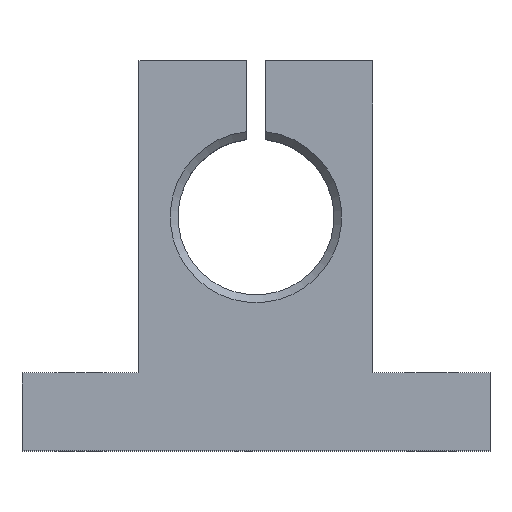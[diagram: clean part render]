
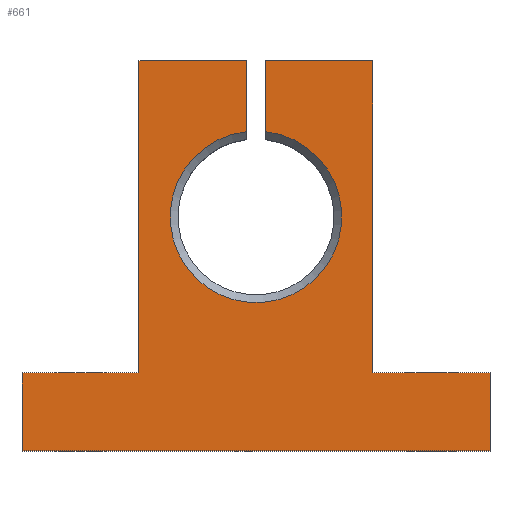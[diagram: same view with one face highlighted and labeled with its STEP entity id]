
A CAD part, top view. The second image highlights one B-rep face of the part: STEP entity #661.
In plain terms, the highlighted planar face has unit normal (0, 0, 1).
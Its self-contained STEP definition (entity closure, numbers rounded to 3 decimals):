
#35 = DIRECTION ( 'NONE',  ( 0., 1., 0. ) ) ;
#37 = ORIENTED_EDGE ( 'NONE', *, *, #743, .T. ) ;
#51 = VERTEX_POINT ( 'NONE', #246 ) ;
#68 = CARTESIAN_POINT ( 'NONE',  ( -30., 0., 10. ) ) ;
#72 = EDGE_CURVE ( 'NONE', #582, #378, #884, .T. ) ;
#74 = VERTEX_POINT ( 'NONE', #411 ) ;
#82 = LINE ( 'NONE', #425, #457 ) ;
#83 = ORIENTED_EDGE ( 'NONE', *, *, #241, .T. ) ;
#88 = EDGE_CURVE ( 'NONE', #51, #618, #82, .T. ) ;
#97 = VECTOR ( 'NONE', #561, 1000. ) ;
#104 = AXIS2_PLACEMENT_3D ( 'NONE', #170, #486, #554 ) ;
#110 = EDGE_CURVE ( 'NONE', #74, #258, #708, .T. ) ;
#139 = ORIENTED_EDGE ( 'NONE', *, *, #72, .T. ) ;
#144 = VECTOR ( 'NONE', #377, 1000. ) ;
#149 = EDGE_CURVE ( 'NONE', #299, #314, #600, .T. ) ;
#160 = DIRECTION ( 'NONE',  ( -1., 0., 0. ) ) ;
#162 = CARTESIAN_POINT ( 'NONE',  ( -15., 50., 10. ) ) ;
#170 = CARTESIAN_POINT ( 'NONE',  ( 0., 30., 10. ) ) ;
#199 = CARTESIAN_POINT ( 'NONE',  ( 30., 10., 10. ) ) ;
#207 = CARTESIAN_POINT ( 'NONE',  ( 30., 0., 10. ) ) ;
#210 = CARTESIAN_POINT ( 'NONE',  ( -15., 50., 10. ) ) ;
#211 = CARTESIAN_POINT ( 'NONE',  ( 30., 0., 10. ) ) ;
#218 = CARTESIAN_POINT ( 'NONE',  ( -1.25, 50., 10. ) ) ;
#220 = CARTESIAN_POINT ( 'NONE',  ( 1.25, 50., 10. ) ) ;
#236 = VERTEX_POINT ( 'NONE', #276 ) ;
#238 = VECTOR ( 'NONE', #779, 1000. ) ;
#241 = EDGE_CURVE ( 'NONE', #236, #74, #891, .T. ) ;
#246 = CARTESIAN_POINT ( 'NONE',  ( -1.25, 40.929, 10. ) ) ;
#250 = DIRECTION ( 'NONE',  ( 0., 1., 0. ) ) ;
#258 = VERTEX_POINT ( 'NONE', #541 ) ;
#274 = FACE_OUTER_BOUND ( 'NONE', #997, .T. ) ;
#276 = CARTESIAN_POINT ( 'NONE',  ( 30., 10., 10. ) ) ;
#291 = EDGE_CURVE ( 'NONE', #757, #51, #765, .T. ) ;
#299 = VERTEX_POINT ( 'NONE', #928 ) ;
#311 = CARTESIAN_POINT ( 'NONE',  ( -15., 10., 10. ) ) ;
#314 = VERTEX_POINT ( 'NONE', #475 ) ;
#318 = CARTESIAN_POINT ( 'NONE',  ( 15., 10., 10. ) ) ;
#323 = EDGE_CURVE ( 'NONE', #937, #757, #776, .T. ) ;
#377 = DIRECTION ( 'NONE',  ( 0., -1., 0. ) ) ;
#378 = VERTEX_POINT ( 'NONE', #311 ) ;
#382 = VECTOR ( 'NONE', #470, 1000. ) ;
#404 = VECTOR ( 'NONE', #680, 1000. ) ;
#409 = CARTESIAN_POINT ( 'NONE',  ( 1.25, 0., 10. ) ) ;
#411 = CARTESIAN_POINT ( 'NONE',  ( 15., 10., 10. ) ) ;
#425 = CARTESIAN_POINT ( 'NONE',  ( -1.25, 0., 10. ) ) ;
#437 = DIRECTION ( 'NONE',  ( -1., 0., 0. ) ) ;
#457 = VECTOR ( 'NONE', #250, 1000. ) ;
#462 = DIRECTION ( 'NONE',  ( 1., 0., 0. ) ) ;
#470 = DIRECTION ( 'NONE',  ( 0., -1., 0. ) ) ;
#475 = CARTESIAN_POINT ( 'NONE',  ( -30., 0., 10. ) ) ;
#479 = ORIENTED_EDGE ( 'NONE', *, *, #935, .T. ) ;
#480 = CARTESIAN_POINT ( 'NONE',  ( -15., 10., 10. ) ) ;
#486 = DIRECTION ( 'NONE',  ( 0., 0., -1. ) ) ;
#499 = ORIENTED_EDGE ( 'NONE', *, *, #972, .T. ) ;
#541 = CARTESIAN_POINT ( 'NONE',  ( 15., 50., 10. ) ) ;
#554 = DIRECTION ( 'NONE',  ( -1., 0., 0. ) ) ;
#561 = DIRECTION ( 'NONE',  ( 0., -1., 0. ) ) ;
#565 = VECTOR ( 'NONE', #437, 1000. ) ;
#582 = VERTEX_POINT ( 'NONE', #210 ) ;
#584 = DIRECTION ( 'NONE',  ( 0., 0., 1. ) ) ;
#600 = LINE ( 'NONE', #817, #144 ) ;
#618 = VERTEX_POINT ( 'NONE', #218 ) ;
#661 = ADVANCED_FACE ( 'NONE', ( #274 ), #749, .T. ) ;
#664 = DIRECTION ( 'NONE',  ( 1., 0., 0. ) ) ;
#673 = ORIENTED_EDGE ( 'NONE', *, *, #323, .T. ) ;
#677 = ORIENTED_EDGE ( 'NONE', *, *, #291, .T. ) ;
#680 = DIRECTION ( 'NONE',  ( 0., 1., 0. ) ) ;
#704 = LINE ( 'NONE', #68, #849 ) ;
#708 = LINE ( 'NONE', #318, #801 ) ;
#727 = EDGE_CURVE ( 'NONE', #378, #299, #760, .T. ) ;
#743 = EDGE_CURVE ( 'NONE', #258, #937, #923, .T. ) ;
#749 = PLANE ( 'NONE',  #986 ) ;
#757 = VERTEX_POINT ( 'NONE', #999 ) ;
#760 = LINE ( 'NONE', #480, #895 ) ;
#765 = CIRCLE ( 'NONE', #104, 11. ) ;
#774 = ORIENTED_EDGE ( 'NONE', *, *, #149, .T. ) ;
#776 = LINE ( 'NONE', #409, #382 ) ;
#779 = DIRECTION ( 'NONE',  ( -1., 0., 0. ) ) ;
#797 = EDGE_CURVE ( 'NONE', #314, #977, #704, .T. ) ;
#801 = VECTOR ( 'NONE', #35, 1000. ) ;
#817 = CARTESIAN_POINT ( 'NONE',  ( -30., 10., 10. ) ) ;
#822 = DIRECTION ( 'NONE',  ( -1., 0., 0. ) ) ;
#845 = CARTESIAN_POINT ( 'NONE',  ( 15., 50., 10. ) ) ;
#846 = VECTOR ( 'NONE', #822, 1000. ) ;
#849 = VECTOR ( 'NONE', #462, 1000. ) ;
#866 = LINE ( 'NONE', #207, #404 ) ;
#881 = ORIENTED_EDGE ( 'NONE', *, *, #88, .T. ) ;
#884 = LINE ( 'NONE', #162, #97 ) ;
#890 = LINE ( 'NONE', #968, #565 ) ;
#891 = LINE ( 'NONE', #199, #846 ) ;
#895 = VECTOR ( 'NONE', #160, 1000. ) ;
#912 = CARTESIAN_POINT ( 'NONE',  ( 0., 0., 10. ) ) ;
#921 = ORIENTED_EDGE ( 'NONE', *, *, #797, .T. ) ;
#923 = LINE ( 'NONE', #845, #238 ) ;
#928 = CARTESIAN_POINT ( 'NONE',  ( -30., 10., 10. ) ) ;
#929 = ORIENTED_EDGE ( 'NONE', *, *, #727, .T. ) ;
#935 = EDGE_CURVE ( 'NONE', #977, #236, #866, .T. ) ;
#937 = VERTEX_POINT ( 'NONE', #220 ) ;
#968 = CARTESIAN_POINT ( 'NONE',  ( 15., 50., 10. ) ) ;
#972 = EDGE_CURVE ( 'NONE', #618, #582, #890, .T. ) ;
#977 = VERTEX_POINT ( 'NONE', #211 ) ;
#981 = ORIENTED_EDGE ( 'NONE', *, *, #110, .T. ) ;
#986 = AXIS2_PLACEMENT_3D ( 'NONE', #912, #584, #664 ) ;
#997 = EDGE_LOOP ( 'NONE', ( #677, #881, #499, #139, #929, #774, #921, #479, #83, #981, #37, #673 ) ) ;
#999 = CARTESIAN_POINT ( 'NONE',  ( 1.25, 40.929, 10. ) ) ;
